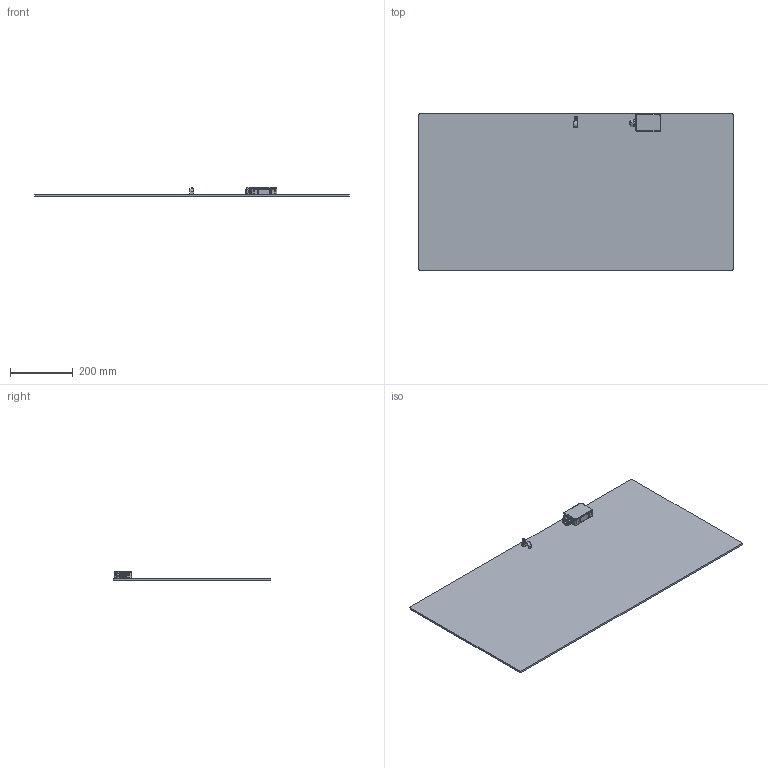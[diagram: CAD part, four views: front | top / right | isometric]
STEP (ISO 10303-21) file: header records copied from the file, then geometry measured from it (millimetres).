
FILE_DESCRIPTION(('STEP AP203'), '1');
FILE_NAME('ÏÈÝÍ-1,0-220-50Ãö-Ò4-4Ê.stp', '2021-12-14T05:02:35', ($), ($), 'ASCON STEP Converter 1.3', 'Kompas 3D', '');
FILE_SCHEMA(('CONFIG_CONTROL_DESIGN','SUPPORT_RESOURCE_SCHEMA'));
Length unit declared in the file: millimetre
Products named in the file (18): 24; 25; 26; 27; 28; 29; 30; 31; 32; 33; 34; 35; 36; 37; 38; 39; 40; 41
Assembly tree (21 placements, depth 3):
  24
    25
    26
    27  x2
    28
    29
    30
    31  x3
    32  x2
    33
    34
      35
      36
      37
      38
      39
      40
    41
Bounding box: 1000 x 500 x 31 mm (x, y, z)
Volume: 3045805.7 mm3; surface area: 1061947.8 mm2
Topology: 20 solids, 24 shells, 422 faces, 1017 edges, 648 vertices
Faces by surface type: plane 271, cylinder 118, torus 17, cone 14, sphere 2
Full cylindrical faces by diameter (mm): 2.2 x2, 4.92 x2, 5 x2, 5.3 x4, 6 x1, 6.4 x4, 9.1 x1, 9.7 x1, 10 x1, 11 x1, 11.7 x1, 12 x5, 14.6 x2, 15 x1, 15.4 x1, 15.6 x1, 16 x3, 18 x1, 18.6 x1, 19.6 x1, 20.6 x1, 21 x1, 21.4 x1
Entity records: 13957 total; most frequent: CARTESIAN_POINT 2515, DIRECTION 2000, ORIENTED_EDGE 1896, EDGE_CURVE 948, LINE 668, VECTOR 668, AXIS2_PLACEMENT_3D 666, VERTEX_POINT 603
